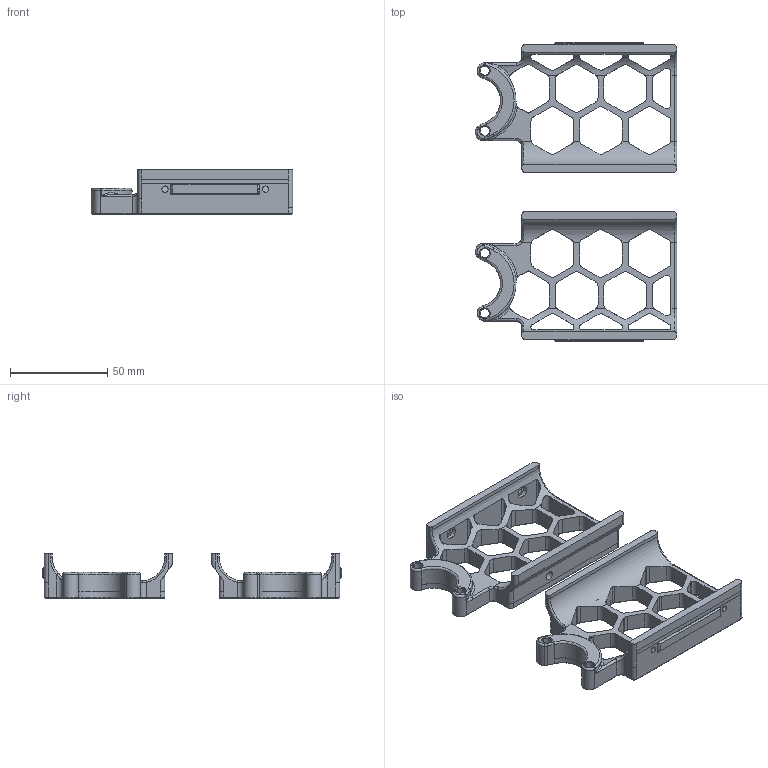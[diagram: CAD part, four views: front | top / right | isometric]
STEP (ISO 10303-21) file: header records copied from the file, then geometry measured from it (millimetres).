
FILE_DESCRIPTION (( 'STEP AP214' ), '1' );
FILE_NAME ('v2.0_skirt__300_button_PCB.STEP', '2023-09-22T02:58:33', ( '' ), ( '' ), 'SwSTEP 2.0', 'SolidWorks 2020', '' );
FILE_SCHEMA (( 'AUTOMOTIVE_DESIGN' ));
Length unit declared in the file: millimetre
Products named in the file (1): v2.0_skirt__300_button_PCB
Bounding box: 103.66 x 154 x 23 mm (x, y, z)
Volume: 70629.9 mm3; surface area: 40421 mm2
Topology: 2 solids, 2 shells, 846 faces, 2112 edges, 1280 vertices
Faces by surface type: plane 316, cylinder 272, cone 210, torus 28, bspline 20
Entity records: 26736 total; most frequent: CARTESIAN_POINT 6640, ORIENTED_EDGE 4220, DIRECTION 4206, EDGE_CURVE 2110, AXIS2_PLACEMENT_3D 1523, VERTEX_POINT 1280, LINE 1160, VECTOR 1160
